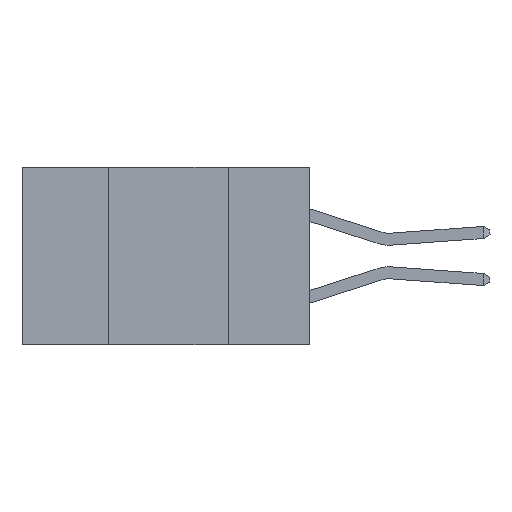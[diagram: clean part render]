
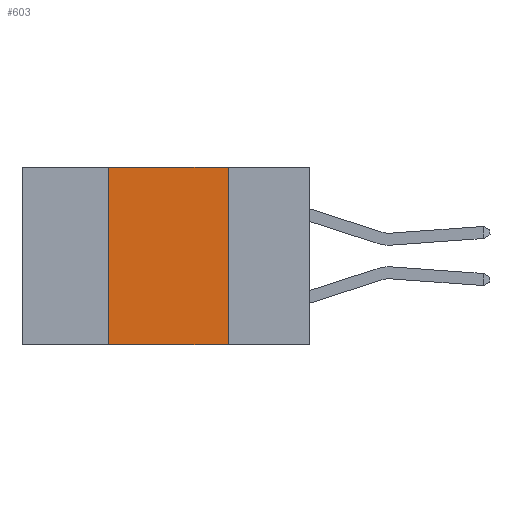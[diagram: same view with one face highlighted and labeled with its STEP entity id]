
A CAD part, left-side view. The second image highlights one B-rep face of the part: STEP entity #603.
In plain terms, the highlighted planar face has unit normal (-1, 0, 0).
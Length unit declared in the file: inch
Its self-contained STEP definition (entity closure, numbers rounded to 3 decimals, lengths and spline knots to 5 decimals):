
#116 = VERTEX_POINT ( 'NONE', #5082 ) ;
#419 = ORIENTED_EDGE ( 'NONE', *, *, #682, .F. ) ;
#603 = ADVANCED_FACE ( 'NONE', ( #3784 ), #4951, .F. ) ;
#639 = DIRECTION ( 'NONE',  ( 1., 0., 0. ) ) ;
#682 = EDGE_CURVE ( 'NONE', #116, #5769, #2764, .T. ) ;
#831 = LINE ( 'NONE', #9495, #3278 ) ;
#837 = VECTOR ( 'NONE', #4326, 39.37008 ) ;
#1051 = CARTESIAN_POINT ( 'NONE',  ( 0., 0.6, 0. ) ) ;
#1067 = EDGE_CURVE ( 'NONE', #5769, #8185, #831, .T. ) ;
#1082 = EDGE_CURVE ( 'NONE', #5332, #116, #3017, .T. ) ;
#1100 = EDGE_CURVE ( 'NONE', #5332, #8185, #5860, .T. ) ;
#1269 = DIRECTION ( 'NONE',  ( 0., -1., 0. ) ) ;
#1476 = CARTESIAN_POINT ( 'NONE',  ( 0., 0.17, 0. ) ) ;
#2586 = ORIENTED_EDGE ( 'NONE', *, *, #1082, .F. ) ;
#2655 = CARTESIAN_POINT ( 'NONE',  ( 0., 0.6, 0. ) ) ;
#2764 = LINE ( 'NONE', #2655, #837 ) ;
#2883 = DIRECTION ( 'NONE',  ( 0., 0., 1. ) ) ;
#3017 = LINE ( 'NONE', #7517, #4093 ) ;
#3278 = VECTOR ( 'NONE', #8687, 39.37008 ) ;
#3784 = FACE_OUTER_BOUND ( 'NONE', #7828, .T. ) ;
#3969 = CARTESIAN_POINT ( 'NONE',  ( 0., 0.6, -0.37 ) ) ;
#4093 = VECTOR ( 'NONE', #2883, 39.37008 ) ;
#4326 = DIRECTION ( 'NONE',  ( 0., -1., 0. ) ) ;
#4737 = ORIENTED_EDGE ( 'NONE', *, *, #1100, .T. ) ;
#4951 = PLANE ( 'NONE',  #8422 ) ;
#5082 = CARTESIAN_POINT ( 'NONE',  ( 0., 0.42, 0. ) ) ;
#5332 = VERTEX_POINT ( 'NONE', #9048 ) ;
#5769 = VERTEX_POINT ( 'NONE', #1476 ) ;
#5860 = LINE ( 'NONE', #3969, #9356 ) ;
#6480 = ORIENTED_EDGE ( 'NONE', *, *, #1067, .F. ) ;
#7517 = CARTESIAN_POINT ( 'NONE',  ( 0., 0.42, 0. ) ) ;
#7828 = EDGE_LOOP ( 'NONE', ( #6480, #419, #2586, #4737 ) ) ;
#8185 = VERTEX_POINT ( 'NONE', #8807 ) ;
#8422 = AXIS2_PLACEMENT_3D ( 'NONE', #1051, #639, #8557 ) ;
#8557 = DIRECTION ( 'NONE',  ( 0., 0., -1. ) ) ;
#8687 = DIRECTION ( 'NONE',  ( 0., 0., -1. ) ) ;
#8807 = CARTESIAN_POINT ( 'NONE',  ( 0., 0.17, -0.37 ) ) ;
#9048 = CARTESIAN_POINT ( 'NONE',  ( 0., 0.42, -0.37 ) ) ;
#9356 = VECTOR ( 'NONE', #1269, 39.37008 ) ;
#9495 = CARTESIAN_POINT ( 'NONE',  ( 0., 0.17, 0. ) ) ;
